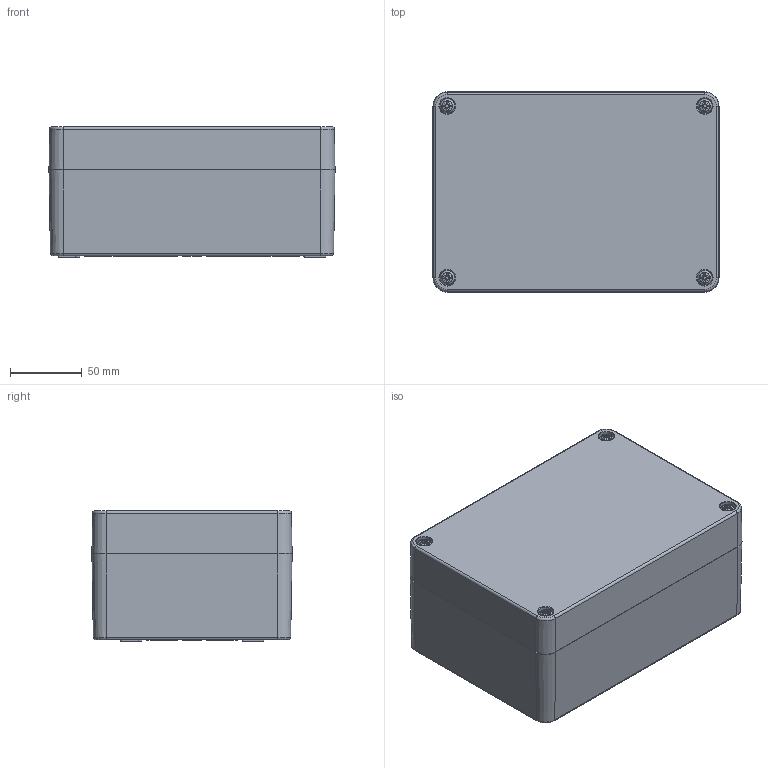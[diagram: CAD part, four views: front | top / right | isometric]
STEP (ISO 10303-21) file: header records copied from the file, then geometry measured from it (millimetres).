
FILE_DESCRIPTION((''),'2;1');
FILE_NAME('0101108500-MBA_201490_VE.stp','2014-10-20T11:37:54',('robin.rentz'),(''),'Autodesk Inventor 2012','Autodesk Inventor 2012','');
FILE_SCHEMA(('CONFIG_CONTROL_DESIGN'));
Length unit declared in the file: millimetre
Products named in the file (4): 0101108500-MBA_201490_VE; 0100108502-UT_201490_VE; 0100108501-OT_201490_VE; Schraube BM 6x35/10
Assembly tree (6 placements, depth 2):
  0101108500-MBA_201490_VE
    0100108502-UT_201490_VE
    0100108501-OT_201490_VE
    Schraube BM 6x35/10  x4
Bounding box: 200 x 140 x 91 mm (x, y, z)
Volume: 599737.4 mm3; surface area: 245522.7 mm2
Topology: 6 solids, 6 shells, 1435 faces, 3609 edges, 2296 vertices
Faces by surface type: plane 563, bspline 397, cylinder 208, torus 130, cone 124, sphere 13
Full cylindrical faces by diameter (mm): 4.917 x11, 5 x4, 6 x4, 7 x4, 7.2 x5, 7.5 x4, 8 x5, 8.5 x4, 10 x4, 11 x4, 11.5 x4, 12 x2
Entity records: 45996 total; most frequent: CARTESIAN_POINT 17293, ORIENTED_EDGE 6354, DIRECTION 4845, EDGE_CURVE 3177, VERTEX_POINT 2080, VECTOR 1697, LINE 1697, AXIS2_PLACEMENT_3D 1574
